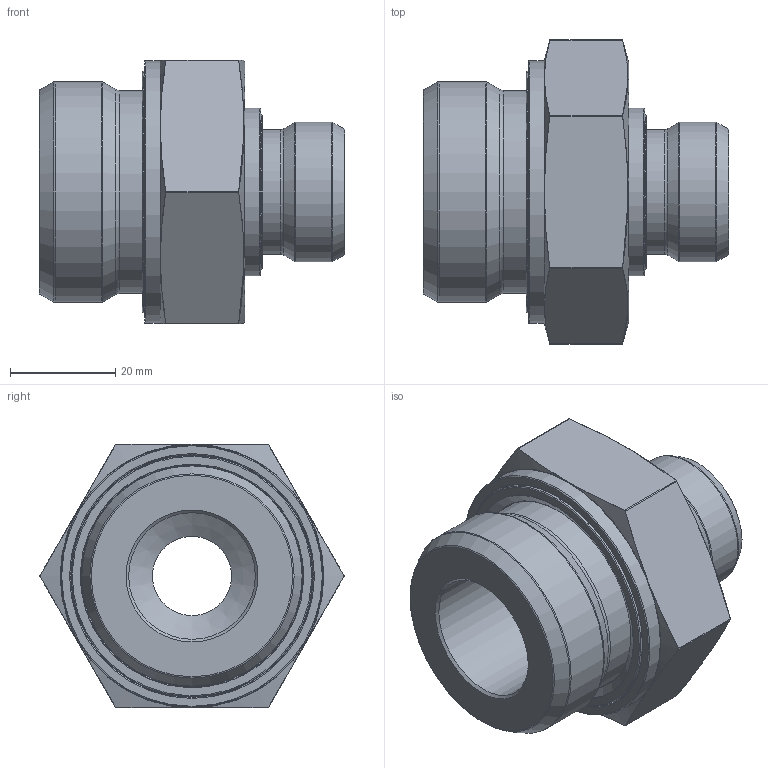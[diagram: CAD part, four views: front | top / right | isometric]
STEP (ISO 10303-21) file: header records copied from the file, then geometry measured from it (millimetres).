
FILE_DESCRIPTION(/* description */ (''),/* implementation_level */ '2;1');
FILE_NAME(/* name */ 'DU30-20.stp',/* time_stamp */ '2022-08-22T08:10:23+02:00',/* author */ (''),/* organization */ (''),/* preprocessor_version */ 'ST-DEVELOPER v16',/* originating_system */ 'SIEMENS PLM Software NX 10.0',/* authorisation */ '');
FILE_SCHEMA (('AP203_CONFIGURATION_CONTROLLED_3D_DESIGN_OF_MECHANICAL_PARTS_AND_ASSEMBLIES_MIM_LF { 1 0 10303 403 2 1 2}'));
Length unit declared in the file: millimetre
Products named in the file (1): nwer23087EC904fu
Bounding box: 58 x 57.66 x 50 mm (x, y, z)
Surface area: 16295.4 mm2 (no closed solid volume)
Topology: 0 solids, 70 shells, 70 faces, 258 edges, 216 vertices
Faces by surface type: torus 20, cylinder 18, plane 16, cone 16
Full cylindrical faces by diameter (mm): 15 x1, 23.7 x1, 23.9 x1, 24 x1, 26.44 x1, 29.2 x1, 31.8 x1, 38.5 x1, 38.8 x1, 41.91 x1, 45.8 x1, 49.8 x1
Entity records: 2892 total; most frequent: CARTESIAN_POINT 879, DIRECTION 394, ORIENTED_EDGE 198, VERTEX_POINT 198, EDGE_CURVE 198, AXIS2_PLACEMENT_3D 185, EDGE_LOOP 122, CIRCLE 114
